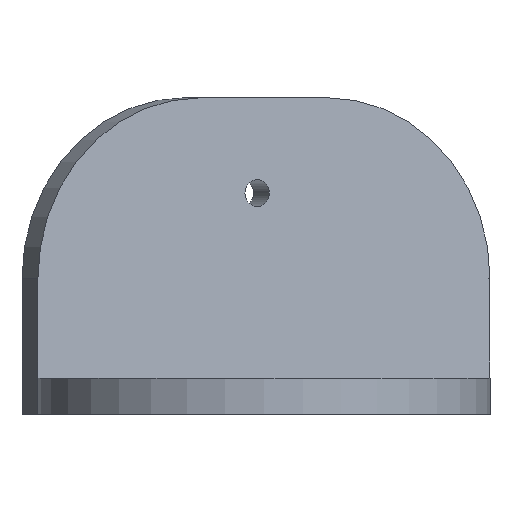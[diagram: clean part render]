
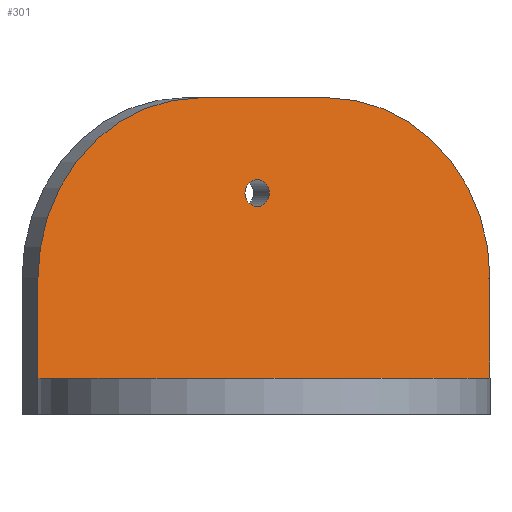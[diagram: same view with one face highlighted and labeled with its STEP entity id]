
A CAD part, front view. The second image highlights one B-rep face of the part: STEP entity #301.
In plain terms, the highlighted planar face has unit normal (0.438, -0.899, 0).
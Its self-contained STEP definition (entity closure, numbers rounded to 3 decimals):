
#15=FACE_BOUND('',#68,.T.);
#25=PLANE('',#335);
#50=FACE_OUTER_BOUND('',#67,.T.);
#67=EDGE_LOOP('',(#241,#242,#243,#244,#245,#246));
#68=EDGE_LOOP('',(#247));
#90=LINE('',#594,#113);
#91=LINE('',#598,#114);
#92=LINE('',#599,#115);
#93=LINE('',#600,#116);
#113=VECTOR('',#383,10.);
#114=VECTOR('',#386,10.);
#115=VECTOR('',#387,10.);
#116=VECTOR('',#388,10.);
#124=CIRCLE('',#325,1.5);
#129=CIRCLE('',#334,20.);
#130=CIRCLE('',#336,20.);
#132=VERTEX_POINT('',#414);
#149=VERTEX_POINT('',#564);
#153=VERTEX_POINT('',#587);
#154=VERTEX_POINT('',#589);
#155=VERTEX_POINT('',#593);
#156=VERTEX_POINT('',#595);
#157=VERTEX_POINT('',#597);
#160=EDGE_CURVE('',#132,#132,#124,.T.);
#187=EDGE_CURVE('',#153,#154,#129,.T.);
#189=EDGE_CURVE('',#155,#153,#90,.T.);
#190=EDGE_CURVE('',#156,#155,#130,.T.);
#191=EDGE_CURVE('',#157,#156,#91,.T.);
#192=EDGE_CURVE('',#149,#157,#92,.T.);
#193=EDGE_CURVE('',#149,#154,#93,.T.);
#241=ORIENTED_EDGE('',*,*,#187,.F.);
#242=ORIENTED_EDGE('',*,*,#189,.F.);
#243=ORIENTED_EDGE('',*,*,#190,.F.);
#244=ORIENTED_EDGE('',*,*,#191,.F.);
#245=ORIENTED_EDGE('',*,*,#192,.F.);
#246=ORIENTED_EDGE('',*,*,#193,.T.);
#247=ORIENTED_EDGE('',*,*,#160,.T.);
#301=ADVANCED_FACE('',(#50,#15),#25,.T.);
#325=AXIS2_PLACEMENT_3D('',#415,#349,#350);
#334=AXIS2_PLACEMENT_3D('',#590,#378,#379);
#335=AXIS2_PLACEMENT_3D('',#592,#381,#382);
#336=AXIS2_PLACEMENT_3D('',#596,#384,#385);
#349=DIRECTION('center_axis',(-0.438,0.899,0.));
#350=DIRECTION('ref_axis',(0.899,0.438,0.));
#378=DIRECTION('center_axis',(-0.438,0.899,0.));
#379=DIRECTION('ref_axis',(0.636,0.31,0.707));
#381=DIRECTION('center_axis',(0.438,-0.899,0.));
#382=DIRECTION('ref_axis',(0.899,0.438,0.));
#383=DIRECTION('',(0.899,0.438,0.));
#384=DIRECTION('center_axis',(-0.438,0.899,0.));
#385=DIRECTION('ref_axis',(-0.636,-0.31,0.707));
#386=DIRECTION('',(0.,0.,1.));
#387=DIRECTION('',(-0.899,-0.438,0.));
#388=DIRECTION('',(0.,0.,1.));
#414=CARTESIAN_POINT('',(-27.096,126.171,24.451));
#415=CARTESIAN_POINT('Origin',(-25.748,126.828,24.451));
#564=CARTESIAN_POINT('',(0.,139.387,4.));
#587=CARTESIAN_POINT('',(-17.976,130.619,35.));
#589=CARTESIAN_POINT('',(0.,139.387,15.));
#590=CARTESIAN_POINT('Origin',(-17.976,130.619,15.));
#592=CARTESIAN_POINT('Origin',(-50.,115.,0.));
#593=CARTESIAN_POINT('',(-32.024,123.767,35.));
#594=CARTESIAN_POINT('',(-50.,115.,35.));
#595=CARTESIAN_POINT('',(-50.,115.,15.));
#596=CARTESIAN_POINT('Origin',(-32.024,123.767,15.));
#597=CARTESIAN_POINT('',(-50.,115.,4.));
#598=CARTESIAN_POINT('',(-50.,115.,0.));
#599=CARTESIAN_POINT('',(-48.828,115.572,4.));
#600=CARTESIAN_POINT('',(0.,139.387,0.));
